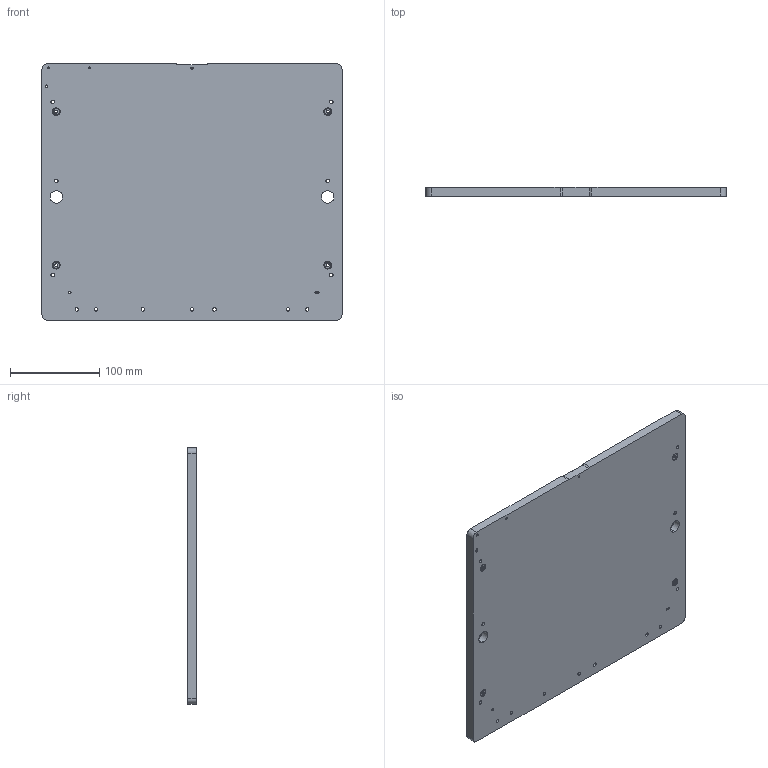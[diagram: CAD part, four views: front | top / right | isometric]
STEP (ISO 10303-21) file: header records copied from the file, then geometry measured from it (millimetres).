
FILE_DESCRIPTION (( 'STEP AP214' ), '1' );
FILE_NAME ('INGUN_45901.STEP', '2024-11-28T11:17:34', ( '' ), ( '' ), 'SwSTEP 2.0', 'SolidWorks 2023', '' );
FILE_SCHEMA (( 'AUTOMOTIVE_DESIGN' ));
Length unit declared in the file: millimetre
Products named in the file (3): INGUN_45901; 45901~6; Gewindebuchse~n_M04-09,5 offen
Assembly tree (5 placements, depth 2):
  INGUN_45901
    45901~6
    Gewindebuchse~n_M04-09,5 offen  x4
Bounding box: 336 x 10 x 287 mm (x, y, z)
Volume: 952431.7 mm3; surface area: 211175.9 mm2
Topology: 5 solids, 5 shells, 696 faces, 1601 edges, 1058 vertices
Faces by surface type: plane 540, cylinder 132, torus 16, cone 8
Entity records: 8482 total; most frequent: DIRECTION 1558, CARTESIAN_POINT 1407, ORIENTED_EDGE 1336, EDGE_CURVE 668, AXIS2_PLACEMENT_3D 599, VERTEX_POINT 440, EDGE_LOOP 392, LINE 360
